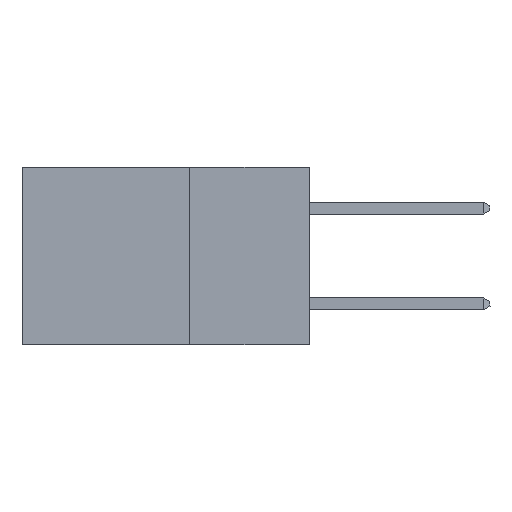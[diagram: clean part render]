
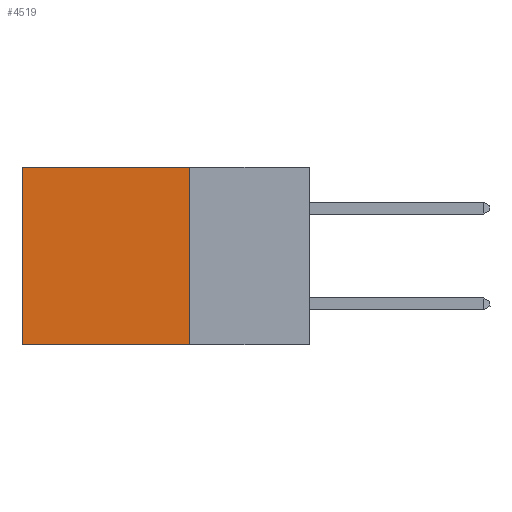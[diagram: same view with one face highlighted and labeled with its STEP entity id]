
A CAD part, left-side view. The second image highlights one B-rep face of the part: STEP entity #4519.
In plain terms, the highlighted planar face has unit normal (-1, 0, 0).
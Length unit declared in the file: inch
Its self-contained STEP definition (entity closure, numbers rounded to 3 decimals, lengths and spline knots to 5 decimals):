
#1868 = AXIS2_PLACEMENT_3D ( 'NONE', #6437, #18751, #8242 ) ;
#2279 = LINE ( 'NONE', #2335, #21118 ) ;
#2335 = CARTESIAN_POINT ( 'NONE',  ( 0.2875, 0.25, 0. ) ) ;
#2820 = PLANE ( 'NONE',  #1868 ) ;
#3675 = VERTEX_POINT ( 'NONE', #18237 ) ;
#3821 = CARTESIAN_POINT ( 'NONE',  ( 0.2875, 0.6, 0. ) ) ;
#4146 = DIRECTION ( 'NONE',  ( 0., 1., 0. ) ) ;
#4519 = ADVANCED_FACE ( 'NONE', ( #13043 ), #2820, .F. ) ;
#4647 = ORIENTED_EDGE ( 'NONE', *, *, #14031, .F. ) ;
#4942 = LINE ( 'NONE', #3821, #9107 ) ;
#5622 = LINE ( 'NONE', #15382, #18577 ) ;
#6437 = CARTESIAN_POINT ( 'NONE',  ( 0.2875, 0.25, 0. ) ) ;
#7131 = EDGE_CURVE ( 'NONE', #3675, #21341, #2279, .T. ) ;
#7961 = LINE ( 'NONE', #16383, #16753 ) ;
#8032 = EDGE_LOOP ( 'NONE', ( #13668, #21615, #4647, #8268 ) ) ;
#8242 = DIRECTION ( 'NONE',  ( 0., 0., -1. ) ) ;
#8268 = ORIENTED_EDGE ( 'NONE', *, *, #7131, .T. ) ;
#9107 = VECTOR ( 'NONE', #9111, 39.37008 ) ;
#9111 = DIRECTION ( 'NONE',  ( 0., 0., -1. ) ) ;
#13043 = FACE_OUTER_BOUND ( 'NONE', #8032, .T. ) ;
#13668 = ORIENTED_EDGE ( 'NONE', *, *, #17060, .T. ) ;
#14031 = EDGE_CURVE ( 'NONE', #3675, #21826, #5622, .T. ) ;
#15308 = CARTESIAN_POINT ( 'NONE',  ( 0.2875, 0.6, -0.37 ) ) ;
#15382 = CARTESIAN_POINT ( 'NONE',  ( 0.2875, 0.25, 0. ) ) ;
#16383 = CARTESIAN_POINT ( 'NONE',  ( 0.2875, 0.25, -0.37 ) ) ;
#16753 = VECTOR ( 'NONE', #4146, 39.37008 ) ;
#17060 = EDGE_CURVE ( 'NONE', #21341, #22029, #4942, .T. ) ;
#18223 = CARTESIAN_POINT ( 'NONE',  ( 0.2875, 0.25, -0.37 ) ) ;
#18237 = CARTESIAN_POINT ( 'NONE',  ( 0.2875, 0.25, 0. ) ) ;
#18577 = VECTOR ( 'NONE', #22337, 39.37008 ) ;
#18719 = CARTESIAN_POINT ( 'NONE',  ( 0.2875, 0.6, 0. ) ) ;
#18751 = DIRECTION ( 'NONE',  ( 1., 0., 0. ) ) ;
#19986 = DIRECTION ( 'NONE',  ( 0., 1., 0. ) ) ;
#21118 = VECTOR ( 'NONE', #19986, 39.37008 ) ;
#21341 = VERTEX_POINT ( 'NONE', #18719 ) ;
#21615 = ORIENTED_EDGE ( 'NONE', *, *, #21811, .F. ) ;
#21811 = EDGE_CURVE ( 'NONE', #21826, #22029, #7961, .T. ) ;
#21826 = VERTEX_POINT ( 'NONE', #18223 ) ;
#22029 = VERTEX_POINT ( 'NONE', #15308 ) ;
#22337 = DIRECTION ( 'NONE',  ( 0., 0., -1. ) ) ;
